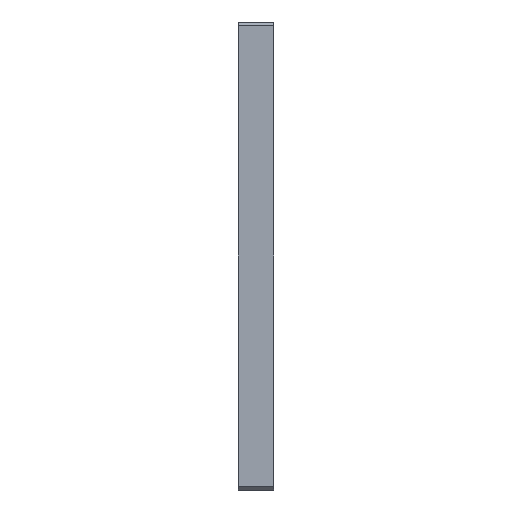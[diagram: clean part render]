
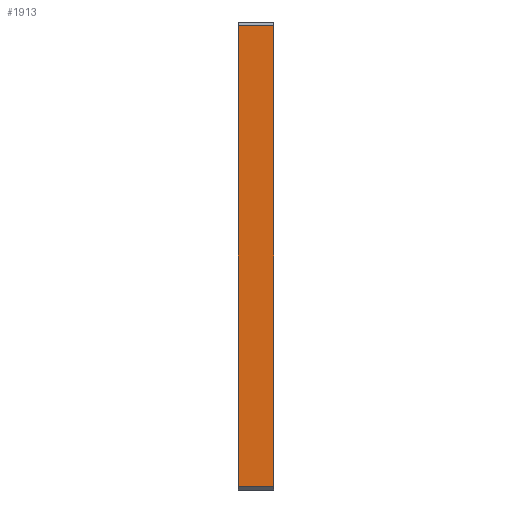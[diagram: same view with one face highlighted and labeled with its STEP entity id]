
A CAD part, left-side view. The second image highlights one B-rep face of the part: STEP entity #1913.
In plain terms, the highlighted planar face has unit normal (-1, 0, 0).
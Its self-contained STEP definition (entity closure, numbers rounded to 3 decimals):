
#70 = LINE ( 'NONE', #426, #1611 ) ;
#82 = EDGE_LOOP ( 'NONE', ( #611, #739, #571, #2258 ) ) ;
#246 = CARTESIAN_POINT ( 'NONE',  ( 161.399, 12.327, -253.481 ) ) ;
#278 = VECTOR ( 'NONE', #2073, 1000. ) ;
#343 = LINE ( 'NONE', #699, #993 ) ;
#380 = DIRECTION ( 'NONE',  ( 0., 1., 0. ) ) ;
#406 = EDGE_CURVE ( 'NONE', #1243, #809, #70, .T. ) ;
#426 = CARTESIAN_POINT ( 'NONE',  ( 161.399, 12.327, -251.481 ) ) ;
#571 = ORIENTED_EDGE ( 'NONE', *, *, #722, .T. ) ;
#577 = AXIS2_PLACEMENT_3D ( 'NONE', #1222, #657, #1946 ) ;
#601 = LINE ( 'NONE', #617, #278 ) ;
#611 = ORIENTED_EDGE ( 'NONE', *, *, #406, .F. ) ;
#617 = CARTESIAN_POINT ( 'NONE',  ( 161.399, 30.327, -251.481 ) ) ;
#657 = DIRECTION ( 'NONE',  ( -1., 0., 0. ) ) ;
#699 = CARTESIAN_POINT ( 'NONE',  ( 161.399, 30.327, -489.481 ) ) ;
#722 = EDGE_CURVE ( 'NONE', #1408, #1892, #601, .T. ) ;
#739 = ORIENTED_EDGE ( 'NONE', *, *, #1352, .T. ) ;
#809 = VERTEX_POINT ( 'NONE', #2250 ) ;
#894 = DIRECTION ( 'NONE',  ( 0., -1., 0. ) ) ;
#993 = VECTOR ( 'NONE', #894, 1000. ) ;
#1095 = CARTESIAN_POINT ( 'NONE',  ( 161.399, 30.327, -253.481 ) ) ;
#1125 = FACE_OUTER_BOUND ( 'NONE', #82, .T. ) ;
#1222 = CARTESIAN_POINT ( 'NONE',  ( 161.399, 30.327, -251.481 ) ) ;
#1243 = VERTEX_POINT ( 'NONE', #246 ) ;
#1323 = PLANE ( 'NONE',  #577 ) ;
#1352 = EDGE_CURVE ( 'NONE', #1243, #1408, #1633, .T. ) ;
#1394 = CARTESIAN_POINT ( 'NONE',  ( 161.399, 30.327, -489.481 ) ) ;
#1408 = VERTEX_POINT ( 'NONE', #1095 ) ;
#1581 = VECTOR ( 'NONE', #380, 1000. ) ;
#1611 = VECTOR ( 'NONE', #1720, 1000. ) ;
#1633 = LINE ( 'NONE', #2328, #1581 ) ;
#1720 = DIRECTION ( 'NONE',  ( 0., 0., -1. ) ) ;
#1892 = VERTEX_POINT ( 'NONE', #1394 ) ;
#1913 = ADVANCED_FACE ( 'NONE', ( #1125 ), #1323, .T. ) ;
#1946 = DIRECTION ( 'NONE',  ( 0., 0., 1. ) ) ;
#2073 = DIRECTION ( 'NONE',  ( 0., 0., -1. ) ) ;
#2119 = EDGE_CURVE ( 'NONE', #1892, #809, #343, .T. ) ;
#2250 = CARTESIAN_POINT ( 'NONE',  ( 161.399, 12.327, -489.481 ) ) ;
#2258 = ORIENTED_EDGE ( 'NONE', *, *, #2119, .T. ) ;
#2328 = CARTESIAN_POINT ( 'NONE',  ( 161.399, 30.327, -253.481 ) ) ;
